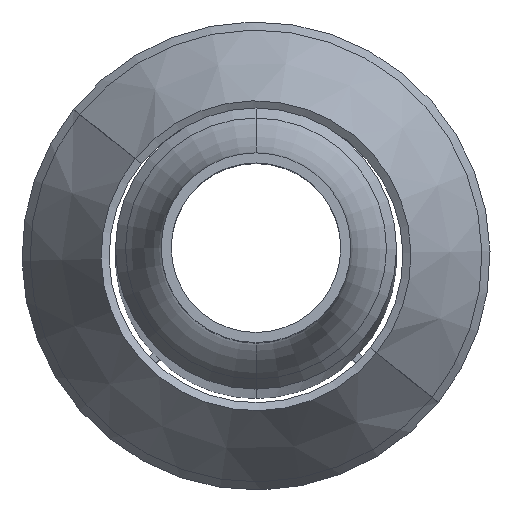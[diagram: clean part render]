
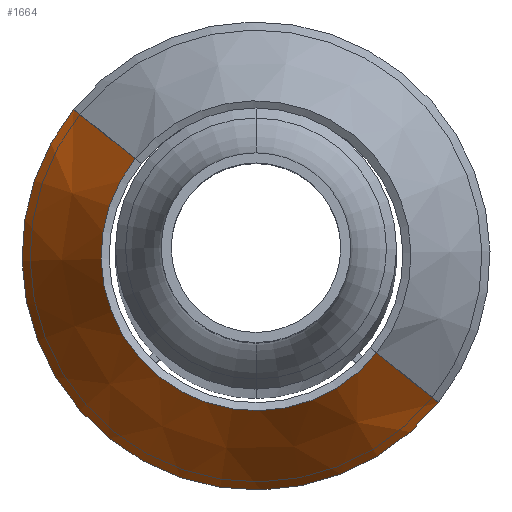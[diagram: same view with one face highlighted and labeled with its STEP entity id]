
A CAD part, top view. The second image highlights one B-rep face of the part: STEP entity #1664.
In plain terms, the highlighted conical face has half-angle 32.005 degrees and reference radius 49 mm.
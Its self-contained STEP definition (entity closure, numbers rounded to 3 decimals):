
#38 = ORIENTED_EDGE ( 'NONE', *, *, #269, .F. ) ;
#107 = CIRCLE ( 'NONE', #1528, 49. ) ;
#154 = DIRECTION ( 'NONE',  ( 0., -0.848, 0.53 ) ) ;
#225 = ORIENTED_EDGE ( 'NONE', *, *, #1733, .T. ) ;
#269 = EDGE_CURVE ( 'NONE', #974, #497, #932, .T. ) ;
#367 = ORIENTED_EDGE ( 'NONE', *, *, #1107, .F. ) ;
#411 = DIRECTION ( 'NONE',  ( 0., -1., 0. ) ) ;
#497 = VERTEX_POINT ( 'NONE', #1070 ) ;
#522 = DIRECTION ( 'NONE',  ( 0., 0., -1. ) ) ;
#532 = DIRECTION ( 'NONE',  ( 0., -1., 0. ) ) ;
#633 = CARTESIAN_POINT ( 'NONE',  ( 0., 40., 49. ) ) ;
#763 = VECTOR ( 'NONE', #1947, 1000. ) ;
#844 = FACE_OUTER_BOUND ( 'NONE', #1277, .T. ) ;
#855 = VECTOR ( 'NONE', #154, 1000. ) ;
#908 = CARTESIAN_POINT ( 'NONE',  ( 0., 40., 49. ) ) ;
#932 = CIRCLE ( 'NONE', #1196, 74. ) ;
#937 = LINE ( 'NONE', #2090, #763 ) ;
#974 = VERTEX_POINT ( 'NONE', #1643 ) ;
#1023 = CARTESIAN_POINT ( 'NONE',  ( 0., 40., 0. ) ) ;
#1047 = DIRECTION ( 'NONE',  ( 0., 0., -1. ) ) ;
#1070 = CARTESIAN_POINT ( 'NONE',  ( 0., 0., -74. ) ) ;
#1093 = ORIENTED_EDGE ( 'NONE', *, *, #2071, .T. ) ;
#1107 = EDGE_CURVE ( 'NONE', #1717, #974, #1972, .T. ) ;
#1196 = AXIS2_PLACEMENT_3D ( 'NONE', #2033, #411, #1047 ) ;
#1197 = DIRECTION ( 'NONE',  ( 0., 0., -1. ) ) ;
#1277 = EDGE_LOOP ( 'NONE', ( #367, #225, #1093, #38 ) ) ;
#1386 = CONICAL_SURFACE ( 'NONE', #1660, 49., 0.559 ) ;
#1508 = VERTEX_POINT ( 'NONE', #1952 ) ;
#1514 = CARTESIAN_POINT ( 'NONE',  ( 0., 40., 0. ) ) ;
#1528 = AXIS2_PLACEMENT_3D ( 'NONE', #1514, #1859, #1197 ) ;
#1643 = CARTESIAN_POINT ( 'NONE',  ( 0., 0., 74. ) ) ;
#1660 = AXIS2_PLACEMENT_3D ( 'NONE', #1023, #532, #522 ) ;
#1664 = ADVANCED_FACE ( 'NONE', ( #844 ), #1386, .T. ) ;
#1717 = VERTEX_POINT ( 'NONE', #908 ) ;
#1733 = EDGE_CURVE ( 'NONE', #1717, #1508, #107, .T. ) ;
#1859 = DIRECTION ( 'NONE',  ( 0., -1., 0. ) ) ;
#1947 = DIRECTION ( 'NONE',  ( 0., -0.848, -0.53 ) ) ;
#1952 = CARTESIAN_POINT ( 'NONE',  ( 0., 40., -49. ) ) ;
#1972 = LINE ( 'NONE', #633, #855 ) ;
#2033 = CARTESIAN_POINT ( 'NONE',  ( 0., 0., 0. ) ) ;
#2071 = EDGE_CURVE ( 'NONE', #1508, #497, #937, .T. ) ;
#2090 = CARTESIAN_POINT ( 'NONE',  ( 0., 40., -49. ) ) ;
